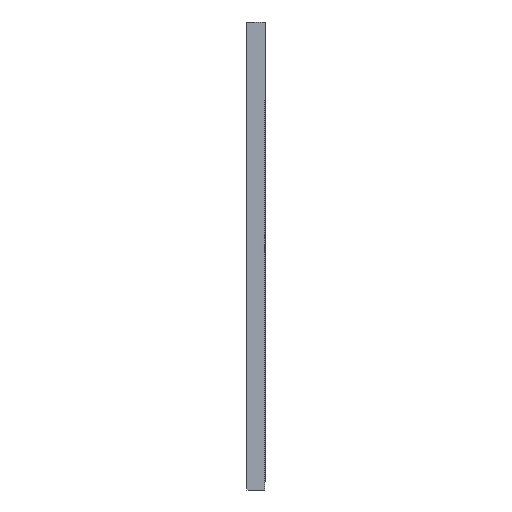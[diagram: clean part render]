
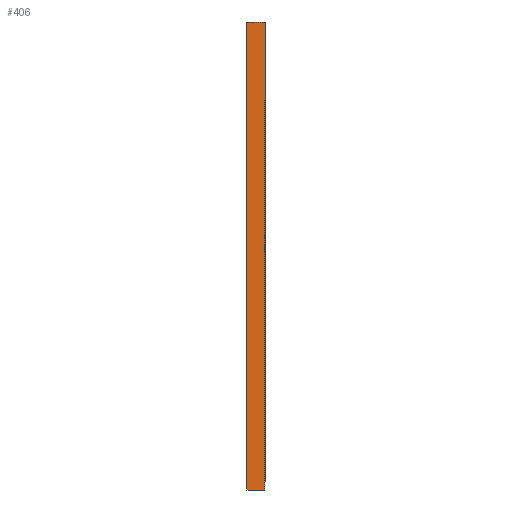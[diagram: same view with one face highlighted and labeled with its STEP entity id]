
A CAD part, left-side view. The second image highlights one B-rep face of the part: STEP entity #406.
In plain terms, the highlighted planar face has unit normal (-1, 0, 0).
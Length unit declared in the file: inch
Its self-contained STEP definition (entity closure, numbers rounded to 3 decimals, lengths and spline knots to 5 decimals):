
#403 = DIRECTION ( 'NONE',  ( 0., 0., -1. ) ) ;
#406 = ADVANCED_FACE ( 'NONE', ( #1271 ), #2329, .F. ) ;
#680 = DIRECTION ( 'NONE',  ( 0., 0., -1. ) ) ;
#747 = LINE ( 'NONE', #3778, #5648 ) ;
#869 = CARTESIAN_POINT ( 'NONE',  ( -10.1125, 0., -6.5 ) ) ;
#936 = CARTESIAN_POINT ( 'NONE',  ( -10.1125, 0., 6.5 ) ) ;
#1271 = FACE_OUTER_BOUND ( 'NONE', #4671, .T. ) ;
#1421 = DIRECTION ( 'NONE',  ( 0., 1., 0. ) ) ;
#1446 = VECTOR ( 'NONE', #4440, 39.37008 ) ;
#1664 = AXIS2_PLACEMENT_3D ( 'NONE', #869, #4369, #6587 ) ;
#1774 = LINE ( 'NONE', #5957, #1446 ) ;
#1967 = CARTESIAN_POINT ( 'NONE',  ( -10.1125, 0., -6.5 ) ) ;
#1994 = VECTOR ( 'NONE', #403, 39.37008 ) ;
#2221 = EDGE_CURVE ( 'NONE', #2486, #2712, #747, .T. ) ;
#2329 = PLANE ( 'NONE',  #1664 ) ;
#2486 = VERTEX_POINT ( 'NONE', #3973 ) ;
#2521 = VERTEX_POINT ( 'NONE', #3535 ) ;
#2712 = VERTEX_POINT ( 'NONE', #3718 ) ;
#3469 = ORIENTED_EDGE ( 'NONE', *, *, #2221, .T. ) ;
#3535 = CARTESIAN_POINT ( 'NONE',  ( -10.1125, 0., 6.5 ) ) ;
#3572 = LINE ( 'NONE', #936, #1994 ) ;
#3718 = CARTESIAN_POINT ( 'NONE',  ( -10.1125, 0.5, -6.5 ) ) ;
#3778 = CARTESIAN_POINT ( 'NONE',  ( -10.1125, 0.5, -6.5 ) ) ;
#3973 = CARTESIAN_POINT ( 'NONE',  ( -10.1125, 0.5, 6.5 ) ) ;
#4369 = DIRECTION ( 'NONE',  ( 1., 0., 0. ) ) ;
#4408 = EDGE_CURVE ( 'NONE', #6715, #2712, #4463, .T. ) ;
#4440 = DIRECTION ( 'NONE',  ( 0., 1., 0. ) ) ;
#4463 = LINE ( 'NONE', #1967, #4514 ) ;
#4514 = VECTOR ( 'NONE', #1421, 39.37008 ) ;
#4643 = ORIENTED_EDGE ( 'NONE', *, *, #4861, .T. ) ;
#4671 = EDGE_LOOP ( 'NONE', ( #3469, #6317, #5862, #4643 ) ) ;
#4861 = EDGE_CURVE ( 'NONE', #2521, #2486, #1774, .T. ) ;
#5648 = VECTOR ( 'NONE', #680, 39.37008 ) ;
#5862 = ORIENTED_EDGE ( 'NONE', *, *, #6035, .F. ) ;
#5957 = CARTESIAN_POINT ( 'NONE',  ( -10.1125, 0., 6.5 ) ) ;
#6035 = EDGE_CURVE ( 'NONE', #2521, #6715, #3572, .T. ) ;
#6317 = ORIENTED_EDGE ( 'NONE', *, *, #4408, .F. ) ;
#6586 = CARTESIAN_POINT ( 'NONE',  ( -10.1125, 0., -6.5 ) ) ;
#6587 = DIRECTION ( 'NONE',  ( 0., 0., -1. ) ) ;
#6715 = VERTEX_POINT ( 'NONE', #6586 ) ;
